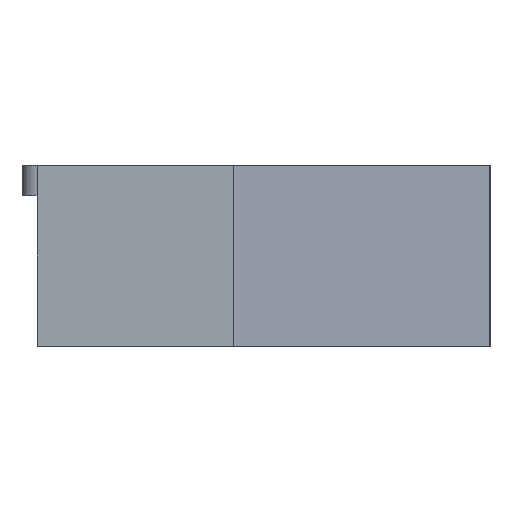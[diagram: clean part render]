
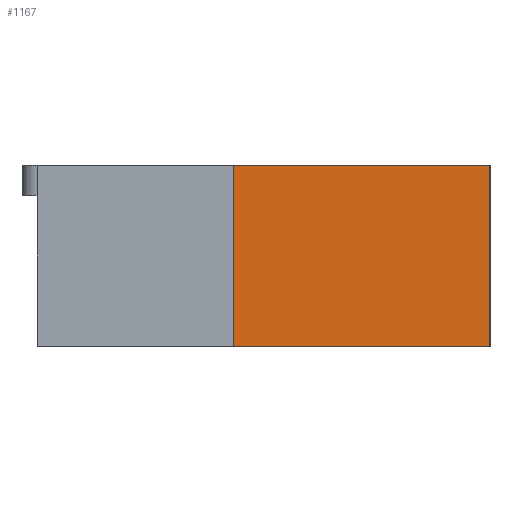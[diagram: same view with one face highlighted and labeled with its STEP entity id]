
A CAD part, left-side view. The second image highlights one B-rep face of the part: STEP entity #1167.
In plain terms, the highlighted planar face has unit normal (-0.62, -0.784, 0).
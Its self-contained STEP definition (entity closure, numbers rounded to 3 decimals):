
#13 = CARTESIAN_POINT ( 'NONE',  ( -43., -13., 0. ) ) ;
#35 = VERTEX_POINT ( 'NONE', #408 ) ;
#54 = EDGE_LOOP ( 'NONE', ( #55, #91, #187, #218 ) ) ;
#55 = ORIENTED_EDGE ( 'NONE', *, *, #439, .T. ) ;
#78 = LINE ( 'NONE', #13, #936 ) ;
#91 = ORIENTED_EDGE ( 'NONE', *, *, #1133, .F. ) ;
#92 = VECTOR ( 'NONE', #614, 1000. ) ;
#187 = ORIENTED_EDGE ( 'NONE', *, *, #852, .F. ) ;
#218 = ORIENTED_EDGE ( 'NONE', *, *, #1363, .T. ) ;
#259 = DIRECTION ( 'NONE',  ( 0.784, -0.62, 0. ) ) ;
#346 = VECTOR ( 'NONE', #1094, 1000. ) ;
#349 = CARTESIAN_POINT ( 'NONE',  ( -21.5, -30., 0. ) ) ;
#385 = CARTESIAN_POINT ( 'NONE',  ( -21.5, -30., -12. ) ) ;
#408 = CARTESIAN_POINT ( 'NONE',  ( -43., -13., 0. ) ) ;
#439 = EDGE_CURVE ( 'NONE', #551, #986, #548, .T. ) ;
#548 = LINE ( 'NONE', #385, #926 ) ;
#550 = CARTESIAN_POINT ( 'NONE',  ( -43., -13., -12. ) ) ;
#551 = VERTEX_POINT ( 'NONE', #550 ) ;
#569 = FACE_OUTER_BOUND ( 'NONE', #54, .T. ) ;
#570 = AXIS2_PLACEMENT_3D ( 'NONE', #978, #830, #817 ) ;
#614 = DIRECTION ( 'NONE',  ( 0., 0., -1. ) ) ;
#645 = LINE ( 'NONE', #708, #92 ) ;
#708 = CARTESIAN_POINT ( 'NONE',  ( -21.5, -30., -12. ) ) ;
#758 = CARTESIAN_POINT ( 'NONE',  ( -21.5, -30., -12. ) ) ;
#817 = DIRECTION ( 'NONE',  ( 0.784, -0.62, 0. ) ) ;
#830 = DIRECTION ( 'NONE',  ( -0.62, -0.784, 0. ) ) ;
#839 = CARTESIAN_POINT ( 'NONE',  ( -43., -13., -12. ) ) ;
#842 = PLANE ( 'NONE',  #570 ) ;
#852 = EDGE_CURVE ( 'NONE', #35, #1223, #78, .T. ) ;
#926 = VECTOR ( 'NONE', #1495, 1000. ) ;
#936 = VECTOR ( 'NONE', #259, 1000. ) ;
#978 = CARTESIAN_POINT ( 'NONE',  ( -21.5, -30., -12. ) ) ;
#986 = VERTEX_POINT ( 'NONE', #758 ) ;
#1094 = DIRECTION ( 'NONE',  ( 0., 0., -1. ) ) ;
#1133 = EDGE_CURVE ( 'NONE', #1223, #986, #645, .T. ) ;
#1167 = ADVANCED_FACE ( 'NONE', ( #569 ), #842, .T. ) ;
#1223 = VERTEX_POINT ( 'NONE', #349 ) ;
#1247 = LINE ( 'NONE', #839, #346 ) ;
#1363 = EDGE_CURVE ( 'NONE', #35, #551, #1247, .T. ) ;
#1495 = DIRECTION ( 'NONE',  ( 0.784, -0.62, 0. ) ) ;
